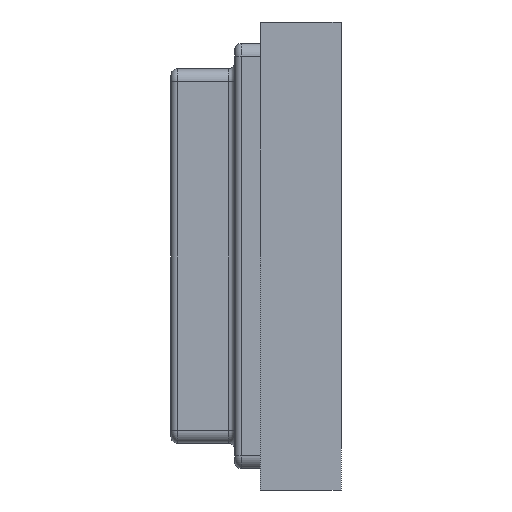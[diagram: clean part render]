
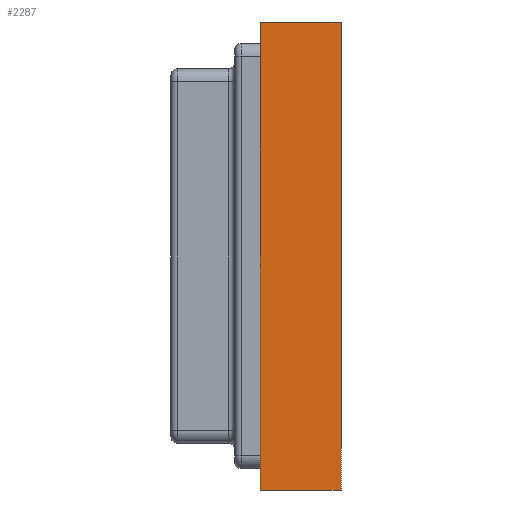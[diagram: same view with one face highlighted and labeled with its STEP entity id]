
A CAD part, left-side view. The second image highlights one B-rep face of the part: STEP entity #2287.
In plain terms, the highlighted planar face has unit normal (-1, 0, 0).
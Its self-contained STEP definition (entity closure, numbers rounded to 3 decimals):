
#96 = CARTESIAN_POINT ( 'NONE',  ( -0.7, 0., 0.55 ) ) ;
#136 = ORIENTED_EDGE ( 'NONE', *, *, #586, .T. ) ;
#187 = ORIENTED_EDGE ( 'NONE', *, *, #1669, .F. ) ;
#245 = CARTESIAN_POINT ( 'NONE',  ( -0.7, 0., 0.55 ) ) ;
#321 = DIRECTION ( 'NONE',  ( 0., 0., 1. ) ) ;
#556 = VERTEX_POINT ( 'NONE', #1707 ) ;
#586 = EDGE_CURVE ( 'NONE', #1467, #2129, #2136, .T. ) ;
#679 = VECTOR ( 'NONE', #2093, 1000. ) ;
#734 = LINE ( 'NONE', #96, #1997 ) ;
#783 = CARTESIAN_POINT ( 'NONE',  ( -0.7, 0., -0.55 ) ) ;
#789 = LINE ( 'NONE', #1697, #1041 ) ;
#795 = VERTEX_POINT ( 'NONE', #245 ) ;
#825 = EDGE_LOOP ( 'NONE', ( #882, #187, #907, #136 ) ) ;
#882 = ORIENTED_EDGE ( 'NONE', *, *, #2602, .T. ) ;
#892 = FACE_OUTER_BOUND ( 'NONE', #825, .T. ) ;
#907 = ORIENTED_EDGE ( 'NONE', *, *, #2380, .F. ) ;
#1035 = CARTESIAN_POINT ( 'NONE',  ( -0.7, 0.19, -0.55 ) ) ;
#1041 = VECTOR ( 'NONE', #1393, 1000. ) ;
#1191 = CARTESIAN_POINT ( 'NONE',  ( -0.7, 0.19, 0.55 ) ) ;
#1220 = LINE ( 'NONE', #1191, #679 ) ;
#1393 = DIRECTION ( 'NONE',  ( 0., -1., 0. ) ) ;
#1409 = DIRECTION ( 'NONE',  ( 1., 0., 0. ) ) ;
#1467 = VERTEX_POINT ( 'NONE', #2293 ) ;
#1669 = EDGE_CURVE ( 'NONE', #556, #795, #789, .T. ) ;
#1697 = CARTESIAN_POINT ( 'NONE',  ( -0.7, 0.19, 0.55 ) ) ;
#1707 = CARTESIAN_POINT ( 'NONE',  ( -0.7, 0.19, 0.55 ) ) ;
#1997 = VECTOR ( 'NONE', #321, 1000. ) ;
#2026 = PLANE ( 'NONE',  #2452 ) ;
#2093 = DIRECTION ( 'NONE',  ( 0., 0., 1. ) ) ;
#2129 = VERTEX_POINT ( 'NONE', #783 ) ;
#2136 = LINE ( 'NONE', #1035, #2897 ) ;
#2157 = DIRECTION ( 'NONE',  ( 0., 0., -1. ) ) ;
#2173 = CARTESIAN_POINT ( 'NONE',  ( -0.7, 0.19, 0.55 ) ) ;
#2287 = ADVANCED_FACE ( 'NONE', ( #892 ), #2026, .F. ) ;
#2293 = CARTESIAN_POINT ( 'NONE',  ( -0.7, 0.19, -0.55 ) ) ;
#2380 = EDGE_CURVE ( 'NONE', #1467, #556, #1220, .T. ) ;
#2452 = AXIS2_PLACEMENT_3D ( 'NONE', #2173, #1409, #2157 ) ;
#2602 = EDGE_CURVE ( 'NONE', #2129, #795, #734, .T. ) ;
#2834 = DIRECTION ( 'NONE',  ( 0., -1., 0. ) ) ;
#2897 = VECTOR ( 'NONE', #2834, 1000. ) ;
